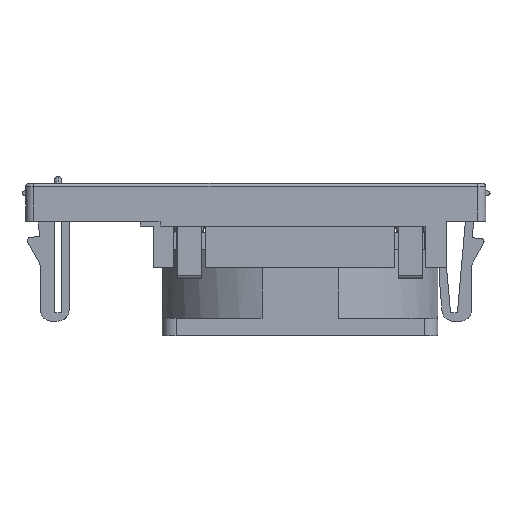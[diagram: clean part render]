
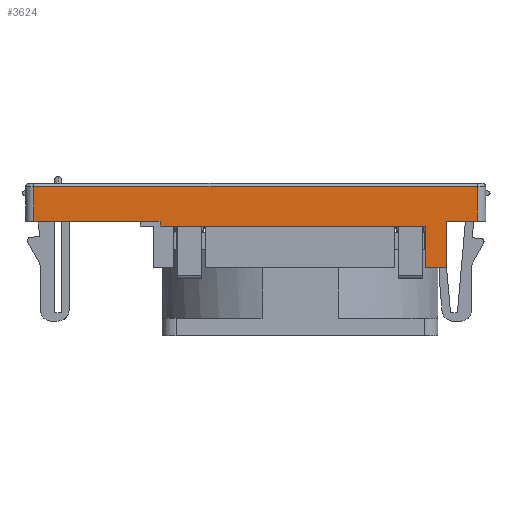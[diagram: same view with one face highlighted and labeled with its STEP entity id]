
A CAD part, front view. The second image highlights one B-rep face of the part: STEP entity #3624.
In plain terms, the highlighted planar face has unit normal (0, -1, 0).
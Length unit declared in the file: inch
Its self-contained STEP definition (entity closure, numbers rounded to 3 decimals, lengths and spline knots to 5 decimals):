
#906 = CARTESIAN_POINT ( 'NONE',  ( -0.02277, -1.87771, 4.67717 ) ) ;
#1101 = CARTESIAN_POINT ( 'NONE',  ( -0.02277, -1.87771, 4.67717 ) ) ;
#1443 = VERTEX_POINT ( 'NONE', #6849 ) ;
#1647 = DIRECTION ( 'NONE',  ( -1., 0., -0.003 ) ) ;
#1975 = CARTESIAN_POINT ( 'NONE',  ( 0.94146, -1.87795, 4.43521 ) ) ;
#2292 = EDGE_CURVE ( 'NONE', #20555, #5561, #28479, .T. ) ;
#2501 = DIRECTION ( 'NONE',  ( -1., 0., -0.003 ) ) ;
#2594 = CARTESIAN_POINT ( 'NONE',  ( -0.74409, -1.87795, 4.90157 ) ) ;
#2752 = LINE ( 'NONE', #3955, #18421 ) ;
#3111 = CARTESIAN_POINT ( 'NONE',  ( 1.61024, -1.87795, 4.67717 ) ) ;
#3624 = ADVANCED_FACE ( 'NONE', ( #33176 ), #6204, .F. ) ;
#3655 = ORIENTED_EDGE ( 'NONE', *, *, #34119, .F. ) ;
#3955 = CARTESIAN_POINT ( 'NONE',  ( 1.61325, -1.87795, 4.70472 ) ) ;
#4985 = EDGE_CURVE ( 'NONE', #13635, #13602, #2752, .T. ) ;
#5561 = VERTEX_POINT ( 'NONE', #10674 ) ;
#6118 = CARTESIAN_POINT ( 'NONE',  ( -0.13401, -1.87795, 4.70472 ) ) ;
#6204 = PLANE ( 'NONE',  #18643 ) ;
#6540 = CARTESIAN_POINT ( 'NONE',  ( -0.02277, -1.87795, 4.70472 ) ) ;
#6849 = CARTESIAN_POINT ( 'NONE',  ( 1.5734, -1.87795, 4.44072 ) ) ;
#6936 = LINE ( 'NONE', #31894, #20836 ) ;
#7292 = EDGE_CURVE ( 'NONE', #1443, #13602, #12842, .T. ) ;
#7411 = CARTESIAN_POINT ( 'NONE',  ( -0.74409, -1.87795, 4.92126 ) ) ;
#7637 = VECTOR ( 'NONE', #30366, 39.37008 ) ;
#7876 = VECTOR ( 'NONE', #2501, 39.37008 ) ;
#8662 = VERTEX_POINT ( 'NONE', #14502 ) ;
#9134 = CARTESIAN_POINT ( 'NONE',  ( -0.02277, -1.87795, 4.70472 ) ) ;
#9330 = EDGE_CURVE ( 'NONE', #25709, #13635, #30133, .T. ) ;
#9951 = ORIENTED_EDGE ( 'NONE', *, *, #27940, .F. ) ;
#10674 = CARTESIAN_POINT ( 'NONE',  ( 1.49271, -1.87795, 4.67717 ) ) ;
#10768 = EDGE_CURVE ( 'NONE', #17410, #21666, #20854, .T. ) ;
#10796 = CARTESIAN_POINT ( 'NONE',  ( 1.79026, -1.87795, 4.70534 ) ) ;
#10843 = CARTESIAN_POINT ( 'NONE',  ( 1.61024, -1.87795, 4.70472 ) ) ;
#11028 = CARTESIAN_POINT ( 'NONE',  ( 1.49271, -1.87795, 4.44032 ) ) ;
#11202 = VECTOR ( 'NONE', #17098, 39.37008 ) ;
#11590 = CARTESIAN_POINT ( 'NONE',  ( 1.5734, -1.87795, 4.92126 ) ) ;
#11616 = CARTESIAN_POINT ( 'NONE',  ( 1.49271, -1.87795, 4.92126 ) ) ;
#11771 = EDGE_CURVE ( 'NONE', #5561, #24216, #18581, .T. ) ;
#11885 = CARTESIAN_POINT ( 'NONE',  ( 1.79026, -1.87795, 4.90157 ) ) ;
#11893 = ORIENTED_EDGE ( 'NONE', *, *, #21790, .F. ) ;
#11929 = CARTESIAN_POINT ( 'NONE',  ( 1.79026, -1.87795, 4.92126 ) ) ;
#12338 = DIRECTION ( 'NONE',  ( -1., 0., 0. ) ) ;
#12647 = ORIENTED_EDGE ( 'NONE', *, *, #9330, .F. ) ;
#12842 = LINE ( 'NONE', #1975, #34276 ) ;
#13169 = ORIENTED_EDGE ( 'NONE', *, *, #31271, .F. ) ;
#13602 = VERTEX_POINT ( 'NONE', #22029 ) ;
#13635 = VERTEX_POINT ( 'NONE', #33369 ) ;
#14440 = CARTESIAN_POINT ( 'NONE',  ( 1.61024, -1.87795, 4.92126 ) ) ;
#14502 = CARTESIAN_POINT ( 'NONE',  ( 1.5734, -1.87795, 4.4406 ) ) ;
#14563 = DIRECTION ( 'NONE',  ( 0., 0., 1. ) ) ;
#15503 = ORIENTED_EDGE ( 'NONE', *, *, #2292, .F. ) ;
#15926 = EDGE_CURVE ( 'NONE', #36058, #17410, #28994, .T. ) ;
#15997 = CARTESIAN_POINT ( 'NONE',  ( -0.74409, -1.87795, 4.70472 ) ) ;
#16721 = VERTEX_POINT ( 'NONE', #9134 ) ;
#17098 = DIRECTION ( 'NONE',  ( -1., 0., 0. ) ) ;
#17340 = DIRECTION ( 'NONE',  ( 0., 0., 1. ) ) ;
#17410 = VERTEX_POINT ( 'NONE', #15997 ) ;
#17582 = CARTESIAN_POINT ( 'NONE',  ( -0.02277, -1.87763, 4.68635 ) ) ;
#18421 = VECTOR ( 'NONE', #20622, 39.37008 ) ;
#18552 = VECTOR ( 'NONE', #1647, 39.37008 ) ;
#18581 = LINE ( 'NONE', #3111, #11202 ) ;
#18643 = AXIS2_PLACEMENT_3D ( 'NONE', #14440, #31307, #14563 ) ;
#18884 = DIRECTION ( 'NONE',  ( 1., 0., 0.009 ) ) ;
#20047 = VECTOR ( 'NONE', #34292, 39.37008 ) ;
#20308 = ORIENTED_EDGE ( 'NONE', *, *, #29694, .F. ) ;
#20545 = ORIENTED_EDGE ( 'NONE', *, *, #7292, .T. ) ;
#20555 = VERTEX_POINT ( 'NONE', #11028 ) ;
#20571 = ORIENTED_EDGE ( 'NONE', *, *, #11771, .F. ) ;
#20622 = DIRECTION ( 'NONE',  ( 0.003, 0., -1. ) ) ;
#20836 = VECTOR ( 'NONE', #32010, 39.37008 ) ;
#20854 = LINE ( 'NONE', #7411, #28286 ) ;
#20910 = LINE ( 'NONE', #11929, #20047 ) ;
#21657 = DIRECTION ( 'NONE',  ( 0., 0., 1. ) ) ;
#21666 = VERTEX_POINT ( 'NONE', #2594 ) ;
#21790 = EDGE_CURVE ( 'NONE', #1443, #8662, #30239, .T. ) ;
#22029 = CARTESIAN_POINT ( 'NONE',  ( 1.61417, -1.87795, 4.44108 ) ) ;
#22360 = EDGE_LOOP ( 'NONE', ( #9951, #20571, #15503, #20308, #11893, #20545, #27044, #12647, #34608, #3655, #26172, #22398, #13169 ) ) ;
#22398 = ORIENTED_EDGE ( 'NONE', *, *, #15926, .F. ) ;
#22818 = VECTOR ( 'NONE', #33938, 39.37008 ) ;
#23240 = CARTESIAN_POINT ( 'NONE',  ( -0.02277, -1.87779, 4.69554 ) ) ;
#23942 = CARTESIAN_POINT ( 'NONE',  ( 1.5734, -1.87795, 4.4406 ) ) ;
#24181 = EDGE_CURVE ( 'NONE', #24745, #25709, #20910, .T. ) ;
#24216 = VERTEX_POINT ( 'NONE', #1101 ) ;
#24745 = VERTEX_POINT ( 'NONE', #11885 ) ;
#25709 = VERTEX_POINT ( 'NONE', #32187 ) ;
#26172 = ORIENTED_EDGE ( 'NONE', *, *, #10768, .F. ) ;
#26723 = B_SPLINE_CURVE_WITH_KNOTS ( 'NONE', 3,
 ( #906, #17582, #23240, #6540 ),
 .UNSPECIFIED., .F., .F.,
 ( 4, 4 ),
 ( 0., 1. ),
 .UNSPECIFIED. ) ;
#27044 = ORIENTED_EDGE ( 'NONE', *, *, #4985, .F. ) ;
#27940 = EDGE_CURVE ( 'NONE', #24216, #16721, #26723, .T. ) ;
#28286 = VECTOR ( 'NONE', #21657, 39.37008 ) ;
#28479 = LINE ( 'NONE', #11616, #35081 ) ;
#28994 = LINE ( 'NONE', #10843, #7637 ) ;
#29064 = CARTESIAN_POINT ( 'NONE',  ( 1.61024, -1.87795, 4.70472 ) ) ;
#29694 = EDGE_CURVE ( 'NONE', #8662, #20555, #33419, .T. ) ;
#30133 = LINE ( 'NONE', #10796, #7876 ) ;
#30239 = LINE ( 'NONE', #11590, #22818 ) ;
#30366 = DIRECTION ( 'NONE',  ( -1., 0., 0. ) ) ;
#31271 = EDGE_CURVE ( 'NONE', #16721, #36058, #34225, .T. ) ;
#31307 = DIRECTION ( 'NONE',  ( 0., 1., 0. ) ) ;
#31894 = CARTESIAN_POINT ( 'NONE',  ( 1.61024, -1.87795, 4.90157 ) ) ;
#32010 = DIRECTION ( 'NONE',  ( 1., 0., 0. ) ) ;
#32187 = CARTESIAN_POINT ( 'NONE',  ( 1.79026, -1.87795, 4.70534 ) ) ;
#33176 = FACE_OUTER_BOUND ( 'NONE', #22360, .T. ) ;
#33323 = VECTOR ( 'NONE', #12338, 39.37008 ) ;
#33369 = CARTESIAN_POINT ( 'NONE',  ( 1.61325, -1.87795, 4.70472 ) ) ;
#33419 = LINE ( 'NONE', #23942, #18552 ) ;
#33938 = DIRECTION ( 'NONE',  ( 0., 0., -1. ) ) ;
#34119 = EDGE_CURVE ( 'NONE', #21666, #24745, #6936, .T. ) ;
#34225 = LINE ( 'NONE', #29064, #33323 ) ;
#34276 = VECTOR ( 'NONE', #18884, 39.37008 ) ;
#34292 = DIRECTION ( 'NONE',  ( 0., 0., -1. ) ) ;
#34608 = ORIENTED_EDGE ( 'NONE', *, *, #24181, .F. ) ;
#35081 = VECTOR ( 'NONE', #17340, 39.37008 ) ;
#36058 = VERTEX_POINT ( 'NONE', #6118 ) ;
